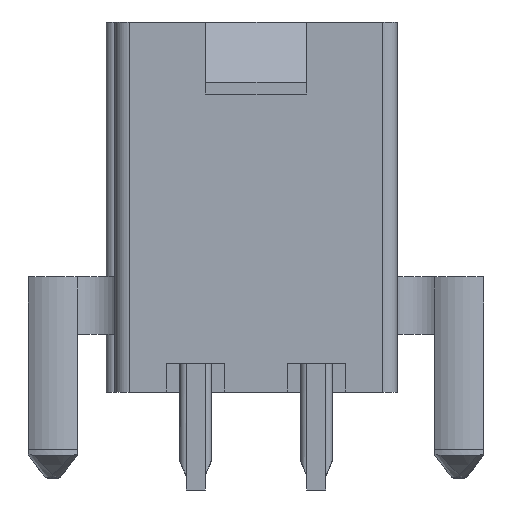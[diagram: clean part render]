
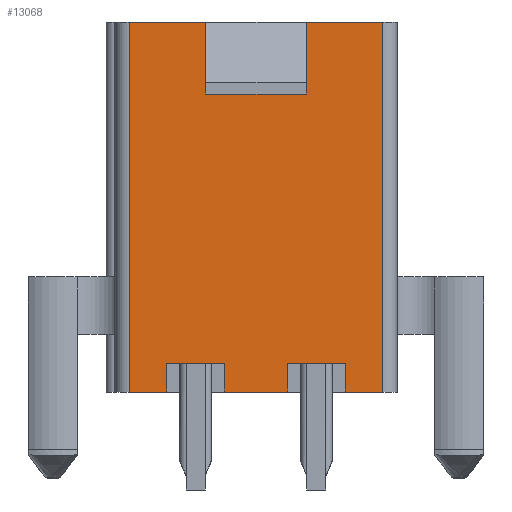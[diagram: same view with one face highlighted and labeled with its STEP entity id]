
A CAD part, front view. The second image highlights one B-rep face of the part: STEP entity #13068.
In plain terms, the highlighted planar face has unit normal (0, -1, 0).
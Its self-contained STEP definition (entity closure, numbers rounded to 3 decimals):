
#94 = DIRECTION ( 'NONE',  ( 0., 0., -1. ) ) ;
#215 = DIRECTION ( 'NONE',  ( 1., 0., 0. ) ) ;
#232 = EDGE_CURVE ( 'NONE', #5198, #289, #9251, .T. ) ;
#272 = EDGE_CURVE ( 'NONE', #4213, #6489, #2115, .T. ) ;
#289 = VERTEX_POINT ( 'NONE', #4425 ) ;
#439 = AXIS2_PLACEMENT_3D ( 'NONE', #6170, #11373, #6309 ) ;
#575 = CARTESIAN_POINT ( 'NONE',  ( -15.7, -4.8, 12.85 ) ) ;
#598 = VERTEX_POINT ( 'NONE', #11033 ) ;
#776 = LINE ( 'NONE', #3828, #12578 ) ;
#938 = ORIENTED_EDGE ( 'NONE', *, *, #8855, .T. ) ;
#970 = CARTESIAN_POINT ( 'NONE',  ( -18.55, -4.8, 10.35 ) ) ;
#989 = FACE_OUTER_BOUND ( 'NONE', #2636, .T. ) ;
#1120 = DIRECTION ( 'NONE',  ( 1., 0., 0. ) ) ;
#1235 = CARTESIAN_POINT ( 'NONE',  ( -17.9, -4.8, 0. ) ) ;
#1239 = CARTESIAN_POINT ( 'NONE',  ( -15.05, -4.8, 12.85 ) ) ;
#1392 = CARTESIAN_POINT ( 'NONE',  ( -15.05, -4.8, 10.35 ) ) ;
#1588 = LINE ( 'NONE', #11977, #9156 ) ;
#1836 = VECTOR ( 'NONE', #94, 1000. ) ;
#1861 = VERTEX_POINT ( 'NONE', #1235 ) ;
#1965 = LINE ( 'NONE', #8092, #6016 ) ;
#2068 = EDGE_CURVE ( 'NONE', #5860, #3837, #1965, .T. ) ;
#2115 = LINE ( 'NONE', #6171, #12438 ) ;
#2130 = DIRECTION ( 'NONE',  ( 1., 0., 0. ) ) ;
#2385 = DIRECTION ( 'NONE',  ( 0., 0., -1. ) ) ;
#2457 = CARTESIAN_POINT ( 'NONE',  ( -19.9, -4.8, 12.85 ) ) ;
#2508 = ORIENTED_EDGE ( 'NONE', *, *, #11657, .T. ) ;
#2603 = LINE ( 'NONE', #9524, #5001 ) ;
#2636 = EDGE_LOOP ( 'NONE', ( #10555, #2938, #8673, #12413, #3221, #2508, #7771, #9198, #12362, #12839, #3151, #938, #8041, #4126, #12762, #9211 ) ) ;
#2697 = VECTOR ( 'NONE', #3980, 1000. ) ;
#2938 = ORIENTED_EDGE ( 'NONE', *, *, #8306, .F. ) ;
#3024 = EDGE_CURVE ( 'NONE', #11561, #7205, #3132, .T. ) ;
#3132 = LINE ( 'NONE', #11248, #12128 ) ;
#3151 = ORIENTED_EDGE ( 'NONE', *, *, #2068, .T. ) ;
#3221 = ORIENTED_EDGE ( 'NONE', *, *, #3024, .T. ) ;
#3324 = CARTESIAN_POINT ( 'NONE',  ( -21.2, -4.8, 0. ) ) ;
#3451 = VECTOR ( 'NONE', #3455, 1000. ) ;
#3455 = DIRECTION ( 'NONE',  ( 0., 0., 1. ) ) ;
#3825 = LINE ( 'NONE', #2457, #3451 ) ;
#3828 = CARTESIAN_POINT ( 'NONE',  ( -12.4, -4.8, 12.85 ) ) ;
#3837 = VERTEX_POINT ( 'NONE', #13173 ) ;
#3933 = VECTOR ( 'NONE', #6113, 1000. ) ;
#3980 = DIRECTION ( 'NONE',  ( 0., 0., -1. ) ) ;
#4110 = CARTESIAN_POINT ( 'NONE',  ( -18.55, -4.8, 10.35 ) ) ;
#4126 = ORIENTED_EDGE ( 'NONE', *, *, #6832, .T. ) ;
#4213 = VERTEX_POINT ( 'NONE', #970 ) ;
#4425 = CARTESIAN_POINT ( 'NONE',  ( -18.55, -4.8, 12.85 ) ) ;
#4475 = VECTOR ( 'NONE', #5983, 1000. ) ;
#4623 = DIRECTION ( 'NONE',  ( 0., 0., 1. ) ) ;
#4930 = CARTESIAN_POINT ( 'NONE',  ( -55.3, -4.8, 0. ) ) ;
#5001 = VECTOR ( 'NONE', #8595, 1000. ) ;
#5011 = VECTOR ( 'NONE', #215, 1000. ) ;
#5148 = DIRECTION ( 'NONE',  ( 1., 0., 0. ) ) ;
#5149 = LINE ( 'NONE', #6285, #5011 ) ;
#5198 = VERTEX_POINT ( 'NONE', #12775 ) ;
#5484 = VERTEX_POINT ( 'NONE', #10424 ) ;
#5490 = CARTESIAN_POINT ( 'NONE',  ( -15.05, -4.8, 10.35 ) ) ;
#5572 = VERTEX_POINT ( 'NONE', #7686 ) ;
#5655 = CARTESIAN_POINT ( 'NONE',  ( -21.2, -4.8, 12.85 ) ) ;
#5786 = VECTOR ( 'NONE', #2130, 1000. ) ;
#5860 = VERTEX_POINT ( 'NONE', #12528 ) ;
#5983 = DIRECTION ( 'NONE',  ( 1., 0., 0. ) ) ;
#6016 = VECTOR ( 'NONE', #5148, 1000. ) ;
#6091 = EDGE_CURVE ( 'NONE', #598, #8924, #7003, .T. ) ;
#6112 = PLANE ( 'NONE',  #439 ) ;
#6113 = DIRECTION ( 'NONE',  ( 1., 0., 0. ) ) ;
#6170 = CARTESIAN_POINT ( 'NONE',  ( -55.3, -4.8, 12.85 ) ) ;
#6171 = CARTESIAN_POINT ( 'NONE',  ( -18.55, -4.8, 10.35 ) ) ;
#6179 = DIRECTION ( 'NONE',  ( 1., 0., 0. ) ) ;
#6285 = CARTESIAN_POINT ( 'NONE',  ( -55.3, -4.8, 0. ) ) ;
#6309 = DIRECTION ( 'NONE',  ( 0., 0., 1. ) ) ;
#6489 = VERTEX_POINT ( 'NONE', #5490 ) ;
#6737 = EDGE_CURVE ( 'NONE', #5572, #5860, #9701, .T. ) ;
#6830 = VECTOR ( 'NONE', #2385, 1000. ) ;
#6832 = EDGE_CURVE ( 'NONE', #8924, #10575, #776, .T. ) ;
#6865 = DIRECTION ( 'NONE',  ( 0., 0., -1. ) ) ;
#7003 = LINE ( 'NONE', #4930, #5786 ) ;
#7205 = VERTEX_POINT ( 'NONE', #11822 ) ;
#7252 = EDGE_CURVE ( 'NONE', #8932, #1861, #10296, .T. ) ;
#7312 = EDGE_CURVE ( 'NONE', #1861, #5572, #5149, .T. ) ;
#7365 = VECTOR ( 'NONE', #6865, 1000. ) ;
#7384 = LINE ( 'NONE', #1392, #6830 ) ;
#7686 = CARTESIAN_POINT ( 'NONE',  ( -15.7, -4.8, 0. ) ) ;
#7771 = ORIENTED_EDGE ( 'NONE', *, *, #12953, .T. ) ;
#7838 = EDGE_CURVE ( 'NONE', #5198, #11561, #7859, .T. ) ;
#7852 = CARTESIAN_POINT ( 'NONE',  ( -21.7, -4.8, 1. ) ) ;
#7859 = LINE ( 'NONE', #5655, #7365 ) ;
#8037 = CARTESIAN_POINT ( 'NONE',  ( -12.4, -4.8, 12.85 ) ) ;
#8041 = ORIENTED_EDGE ( 'NONE', *, *, #6091, .T. ) ;
#8054 = CARTESIAN_POINT ( 'NONE',  ( -55.3, -4.8, 12.85 ) ) ;
#8092 = CARTESIAN_POINT ( 'NONE',  ( -55.3, -4.8, 1. ) ) ;
#8306 = EDGE_CURVE ( 'NONE', #289, #4213, #12302, .T. ) ;
#8595 = DIRECTION ( 'NONE',  ( 0., 0., -1. ) ) ;
#8673 = ORIENTED_EDGE ( 'NONE', *, *, #232, .F. ) ;
#8855 = EDGE_CURVE ( 'NONE', #3837, #598, #2603, .T. ) ;
#8924 = VERTEX_POINT ( 'NONE', #9786 ) ;
#8932 = VERTEX_POINT ( 'NONE', #11054 ) ;
#9156 = VECTOR ( 'NONE', #11775, 1000. ) ;
#9198 = ORIENTED_EDGE ( 'NONE', *, *, #7252, .T. ) ;
#9211 = ORIENTED_EDGE ( 'NONE', *, *, #10407, .T. ) ;
#9251 = LINE ( 'NONE', #8054, #3933 ) ;
#9345 = EDGE_CURVE ( 'NONE', #9658, #10575, #1588, .T. ) ;
#9524 = CARTESIAN_POINT ( 'NONE',  ( -13.7, -4.8, 12.85 ) ) ;
#9658 = VERTEX_POINT ( 'NONE', #1239 ) ;
#9701 = LINE ( 'NONE', #575, #12827 ) ;
#9786 = CARTESIAN_POINT ( 'NONE',  ( -12.4, -4.8, 0. ) ) ;
#10296 = LINE ( 'NONE', #11280, #1836 ) ;
#10407 = EDGE_CURVE ( 'NONE', #9658, #6489, #7384, .T. ) ;
#10424 = CARTESIAN_POINT ( 'NONE',  ( -19.9, -4.8, 1. ) ) ;
#10555 = ORIENTED_EDGE ( 'NONE', *, *, #272, .F. ) ;
#10575 = VERTEX_POINT ( 'NONE', #8037 ) ;
#11033 = CARTESIAN_POINT ( 'NONE',  ( -13.7, -4.8, 0. ) ) ;
#11045 = LINE ( 'NONE', #7852, #4475 ) ;
#11054 = CARTESIAN_POINT ( 'NONE',  ( -17.9, -4.8, 1. ) ) ;
#11248 = CARTESIAN_POINT ( 'NONE',  ( -21.7, -4.8, 0. ) ) ;
#11280 = CARTESIAN_POINT ( 'NONE',  ( -17.9, -4.8, 12.85 ) ) ;
#11373 = DIRECTION ( 'NONE',  ( 0., 1., 0. ) ) ;
#11561 = VERTEX_POINT ( 'NONE', #3324 ) ;
#11657 = EDGE_CURVE ( 'NONE', #7205, #5484, #3825, .T. ) ;
#11775 = DIRECTION ( 'NONE',  ( 1., 0., 0. ) ) ;
#11822 = CARTESIAN_POINT ( 'NONE',  ( -19.9, -4.8, 0. ) ) ;
#11965 = DIRECTION ( 'NONE',  ( 0., 0., 1. ) ) ;
#11977 = CARTESIAN_POINT ( 'NONE',  ( -55.3, -4.8, 12.85 ) ) ;
#12128 = VECTOR ( 'NONE', #6179, 1000. ) ;
#12302 = LINE ( 'NONE', #4110, #2697 ) ;
#12362 = ORIENTED_EDGE ( 'NONE', *, *, #7312, .T. ) ;
#12413 = ORIENTED_EDGE ( 'NONE', *, *, #7838, .T. ) ;
#12438 = VECTOR ( 'NONE', #1120, 1000. ) ;
#12528 = CARTESIAN_POINT ( 'NONE',  ( -15.7, -4.8, 1. ) ) ;
#12578 = VECTOR ( 'NONE', #11965, 1000. ) ;
#12762 = ORIENTED_EDGE ( 'NONE', *, *, #9345, .F. ) ;
#12775 = CARTESIAN_POINT ( 'NONE',  ( -21.2, -4.8, 12.85 ) ) ;
#12827 = VECTOR ( 'NONE', #4623, 1000. ) ;
#12839 = ORIENTED_EDGE ( 'NONE', *, *, #6737, .T. ) ;
#12953 = EDGE_CURVE ( 'NONE', #5484, #8932, #11045, .T. ) ;
#13068 = ADVANCED_FACE ( 'NONE', ( #989 ), #6112, .F. ) ;
#13173 = CARTESIAN_POINT ( 'NONE',  ( -13.7, -4.8, 1. ) ) ;
